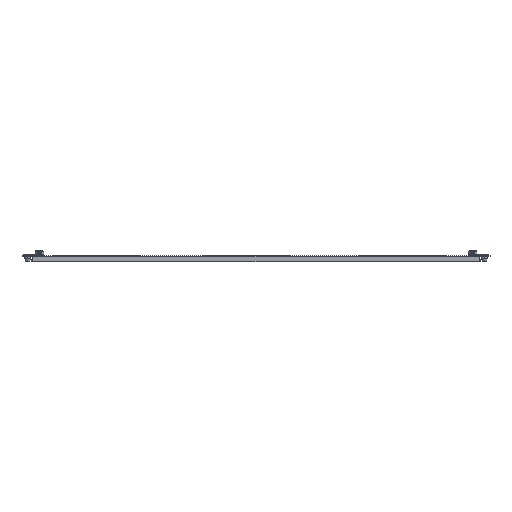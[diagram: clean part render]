
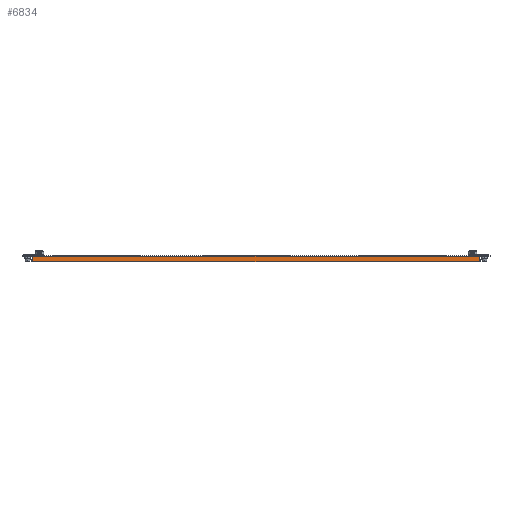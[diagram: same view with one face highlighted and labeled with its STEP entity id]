
A CAD part, front view. The second image highlights one B-rep face of the part: STEP entity #6834.
In plain terms, the highlighted face is planar.
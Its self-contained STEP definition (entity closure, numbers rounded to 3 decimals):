
#5491=DIRECTION('',(1.,0.,0.));
#5492=VECTOR('',#5491,750.);
#5493=CARTESIAN_POINT('',(-125.,175.,1.));
#5494=LINE('',#5493,#5492);
#5805=DIRECTION('',(1.,0.,0.));
#5806=VECTOR('',#5805,716.);
#5807=CARTESIAN_POINT('',(-108.,175.,-9.));
#5808=LINE('',#5807,#5806);
#5812=DIRECTION('',(0.,0.,1.));
#5813=VECTOR('',#5812,9.);
#5814=CARTESIAN_POINT('',(608.,175.,-9.));
#5815=LINE('',#5814,#5813);
#5819=DIRECTION('',(1.,0.,0.));
#5820=VECTOR('',#5819,17.);
#5821=CARTESIAN_POINT('',(608.,175.,0.));
#5822=LINE('',#5821,#5820);
#5826=DIRECTION('',(0.,0.,1.));
#5827=VECTOR('',#5826,1.);
#5828=CARTESIAN_POINT('',(625.,175.,0.));
#5829=LINE('',#5828,#5827);
#5833=DIRECTION('',(1.,0.,0.));
#5834=VECTOR('',#5833,17.);
#5835=CARTESIAN_POINT('',(-125.,175.,0.));
#5836=LINE('',#5835,#5834);
#5882=DIRECTION('',(0.,0.,1.));
#5883=VECTOR('',#5882,9.);
#5884=CARTESIAN_POINT('',(-108.,175.,-9.));
#5885=LINE('',#5884,#5883);
#5889=DIRECTION('',(0.,0.,1.));
#5890=VECTOR('',#5889,1.);
#5891=CARTESIAN_POINT('',(-125.,175.,0.));
#5892=LINE('',#5891,#5890);
#6296=CARTESIAN_POINT('',(625.,175.,0.));
#6298=VERTEX_POINT('',#6296);
#6299=CARTESIAN_POINT('',(608.,175.,0.));
#6300=VERTEX_POINT('',#6299);
#6305=CARTESIAN_POINT('',(-108.,175.,0.));
#6306=VERTEX_POINT('',#6305);
#6307=CARTESIAN_POINT('',(-125.,175.,0.));
#6308=VERTEX_POINT('',#6307);
#6395=CARTESIAN_POINT('',(-125.,175.,1.));
#6396=CARTESIAN_POINT('',(625.,175.,1.));
#6397=VERTEX_POINT('',#6395);
#6398=VERTEX_POINT('',#6396);
#6455=CARTESIAN_POINT('',(-108.,175.,-9.));
#6456=CARTESIAN_POINT('',(608.,175.,-9.));
#6457=VERTEX_POINT('',#6455);
#6458=VERTEX_POINT('',#6456);
#6815=CARTESIAN_POINT('',(125.,175.,0.));
#6816=DIRECTION('',(0.,1.,0.));
#6817=DIRECTION('',(-1.,0.,0.));
#6818=AXIS2_PLACEMENT_3D('',#6815,#6816,#6817);
#6819=PLANE('',#6818);
#6821=ORIENTED_EDGE('',*,*,#6820,.T.);
#6823=ORIENTED_EDGE('',*,*,#6822,.T.);
#6824=ORIENTED_EDGE('',*,*,#6542,.T.);
#6825=ORIENTED_EDGE('',*,*,#6683,.T.);
#6826=ORIENTED_EDGE('',*,*,#6696,.F.);
#6828=ORIENTED_EDGE('',*,*,#6827,.F.);
#6829=ORIENTED_EDGE('',*,*,#6550,.T.);
#6831=ORIENTED_EDGE('',*,*,#6830,.F.);
#6832=EDGE_LOOP('',(#6821,#6823,#6824,#6825,#6826,#6828,#6829,#6831));
#6833=FACE_OUTER_BOUND('',#6832,.F.);
#6542=EDGE_CURVE('',#6300,#6298,#5822,.T.);
#6550=EDGE_CURVE('',#6308,#6306,#5836,.T.);
#6683=EDGE_CURVE('',#6298,#6398,#5829,.T.);
#6696=EDGE_CURVE('',#6397,#6398,#5494,.T.);
#6820=EDGE_CURVE('',#6457,#6458,#5808,.T.);
#6822=EDGE_CURVE('',#6458,#6300,#5815,.T.);
#6827=EDGE_CURVE('',#6308,#6397,#5892,.T.);
#6830=EDGE_CURVE('',#6457,#6306,#5885,.T.);
#6834=ADVANCED_FACE('',(#6833),#6819,.T.);
